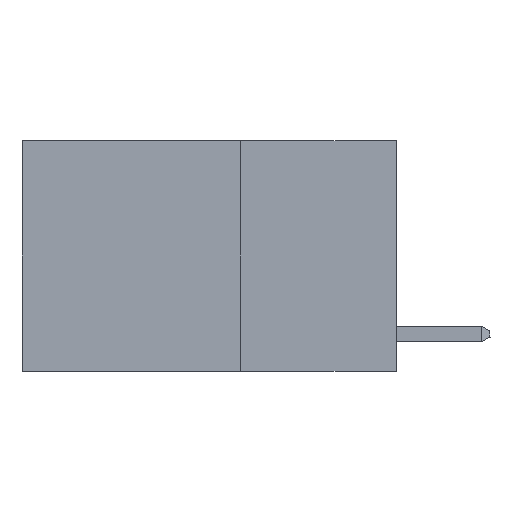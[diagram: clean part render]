
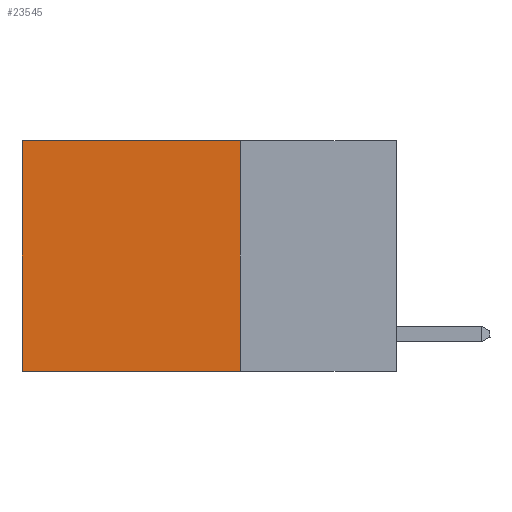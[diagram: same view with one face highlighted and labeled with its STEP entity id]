
A CAD part, left-side view. The second image highlights one B-rep face of the part: STEP entity #23545.
In plain terms, the highlighted planar face has unit normal (-1, 0, 0).
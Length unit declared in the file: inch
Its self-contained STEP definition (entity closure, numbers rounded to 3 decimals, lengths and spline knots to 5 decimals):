
#503 = PLANE ( 'NONE',  #5256 ) ;
#1486 = LINE ( 'NONE', #7344, #11607 ) ;
#1778 = VECTOR ( 'NONE', #24607, 39.37008 ) ;
#1789 = CARTESIAN_POINT ( 'NONE',  ( 0.2625, 0.25, 0. ) ) ;
#2544 = DIRECTION ( 'NONE',  ( 1., 0., 0. ) ) ;
#2728 = ORIENTED_EDGE ( 'NONE', *, *, #13023, .T. ) ;
#3647 = EDGE_CURVE ( 'NONE', #12409, #9103, #13943, .T. ) ;
#4092 = CARTESIAN_POINT ( 'NONE',  ( 0.2625, 0.6, 0. ) ) ;
#5185 = ORIENTED_EDGE ( 'NONE', *, *, #15376, .F. ) ;
#5256 = AXIS2_PLACEMENT_3D ( 'NONE', #10573, #2544, #16627 ) ;
#6230 = DIRECTION ( 'NONE',  ( 0., 0., -1. ) ) ;
#6347 = CARTESIAN_POINT ( 'NONE',  ( 0.2625, 0.25, 0. ) ) ;
#6804 = EDGE_CURVE ( 'NONE', #16573, #20242, #7167, .T. ) ;
#7167 = LINE ( 'NONE', #12601, #1778 ) ;
#7344 = CARTESIAN_POINT ( 'NONE',  ( 0.2625, 0.25, 0. ) ) ;
#8812 = EDGE_LOOP ( 'NONE', ( #2728, #23674, #5185, #19542 ) ) ;
#9103 = VERTEX_POINT ( 'NONE', #4092 ) ;
#9814 = VECTOR ( 'NONE', #17803, 39.37008 ) ;
#10135 = VECTOR ( 'NONE', #6230, 39.37008 ) ;
#10573 = CARTESIAN_POINT ( 'NONE',  ( 0.2625, 0.25, 0. ) ) ;
#11607 = VECTOR ( 'NONE', #17332, 39.37008 ) ;
#12409 = VERTEX_POINT ( 'NONE', #6347 ) ;
#12601 = CARTESIAN_POINT ( 'NONE',  ( 0.2625, 0.25, -0.37 ) ) ;
#13023 = EDGE_CURVE ( 'NONE', #9103, #20242, #15488, .T. ) ;
#13300 = CARTESIAN_POINT ( 'NONE',  ( 0.2625, 0.25, -0.37 ) ) ;
#13943 = LINE ( 'NONE', #1789, #9814 ) ;
#14213 = CARTESIAN_POINT ( 'NONE',  ( 0.2625, 0.6, 0. ) ) ;
#15376 = EDGE_CURVE ( 'NONE', #12409, #16573, #1486, .T. ) ;
#15488 = LINE ( 'NONE', #14213, #10135 ) ;
#16573 = VERTEX_POINT ( 'NONE', #13300 ) ;
#16627 = DIRECTION ( 'NONE',  ( 0., 0., -1. ) ) ;
#17332 = DIRECTION ( 'NONE',  ( 0., 0., -1. ) ) ;
#17803 = DIRECTION ( 'NONE',  ( 0., 1., 0. ) ) ;
#19542 = ORIENTED_EDGE ( 'NONE', *, *, #3647, .T. ) ;
#20242 = VERTEX_POINT ( 'NONE', #23496 ) ;
#22219 = FACE_OUTER_BOUND ( 'NONE', #8812, .T. ) ;
#23496 = CARTESIAN_POINT ( 'NONE',  ( 0.2625, 0.6, -0.37 ) ) ;
#23545 = ADVANCED_FACE ( 'NONE', ( #22219 ), #503, .F. ) ;
#23674 = ORIENTED_EDGE ( 'NONE', *, *, #6804, .F. ) ;
#24607 = DIRECTION ( 'NONE',  ( 0., 1., 0. ) ) ;
